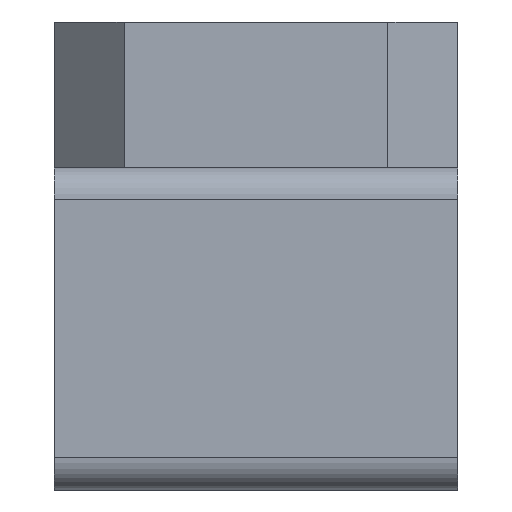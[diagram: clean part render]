
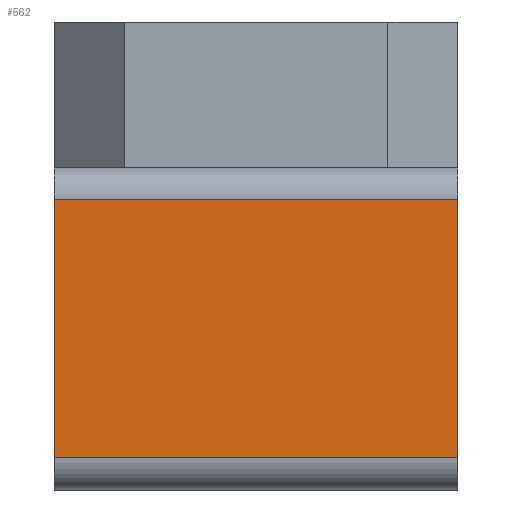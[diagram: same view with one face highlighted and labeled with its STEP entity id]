
A CAD part, left-side view. The second image highlights one B-rep face of the part: STEP entity #562.
In plain terms, the highlighted planar face has unit normal (-1, 0, 0).
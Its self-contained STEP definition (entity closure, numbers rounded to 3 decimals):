
#18 = LINE ( 'NONE', #574, #240 ) ;
#98 = CARTESIAN_POINT ( 'NONE',  ( -1.224, 0.625, -0.1 ) ) ;
#115 = AXIS2_PLACEMENT_3D ( 'NONE', #600, #1141, #605 ) ;
#120 = ORIENTED_EDGE ( 'NONE', *, *, #769, .F. ) ;
#140 = VECTOR ( 'NONE', #1076, 1000. ) ;
#166 = DIRECTION ( 'NONE',  ( 0., 0., 1. ) ) ;
#168 = LINE ( 'NONE', #98, #140 ) ;
#173 = CARTESIAN_POINT ( 'NONE',  ( -1.224, 0.625, -0.9 ) ) ;
#183 = ORIENTED_EDGE ( 'NONE', *, *, #1022, .T. ) ;
#229 = ORIENTED_EDGE ( 'NONE', *, *, #720, .T. ) ;
#232 = EDGE_LOOP ( 'NONE', ( #312, #183, #120, #229 ) ) ;
#240 = VECTOR ( 'NONE', #481, 1000. ) ;
#243 = VECTOR ( 'NONE', #891, 1000. ) ;
#263 = CARTESIAN_POINT ( 'NONE',  ( -1.224, 0.625, -1. ) ) ;
#265 = CARTESIAN_POINT ( 'NONE',  ( -1.224, 0.625, -0.1 ) ) ;
#288 = VERTEX_POINT ( 'NONE', #635 ) ;
#312 = ORIENTED_EDGE ( 'NONE', *, *, #479, .T. ) ;
#479 = EDGE_CURVE ( 'NONE', #583, #288, #18, .T. ) ;
#480 = LINE ( 'NONE', #518, #243 ) ;
#481 = DIRECTION ( 'NONE',  ( 0., 0., 1. ) ) ;
#514 = CARTESIAN_POINT ( 'NONE',  ( -1.224, -0.625, -0.9 ) ) ;
#518 = CARTESIAN_POINT ( 'NONE',  ( -1.224, 0.625, -0.9 ) ) ;
#520 = VERTEX_POINT ( 'NONE', #173 ) ;
#548 = VECTOR ( 'NONE', #166, 1000. ) ;
#562 = ADVANCED_FACE ( 'NONE', ( #826 ), #968, .F. ) ;
#574 = CARTESIAN_POINT ( 'NONE',  ( -1.224, -0.625, -1. ) ) ;
#583 = VERTEX_POINT ( 'NONE', #514 ) ;
#600 = CARTESIAN_POINT ( 'NONE',  ( -1.224, 0.625, -1. ) ) ;
#605 = DIRECTION ( 'NONE',  ( 0., 0., -1. ) ) ;
#635 = CARTESIAN_POINT ( 'NONE',  ( -1.224, -0.625, -0.1 ) ) ;
#720 = EDGE_CURVE ( 'NONE', #520, #583, #480, .T. ) ;
#769 = EDGE_CURVE ( 'NONE', #520, #922, #874, .T. ) ;
#826 = FACE_OUTER_BOUND ( 'NONE', #232, .T. ) ;
#874 = LINE ( 'NONE', #263, #548 ) ;
#891 = DIRECTION ( 'NONE',  ( 0., -1., 0. ) ) ;
#922 = VERTEX_POINT ( 'NONE', #265 ) ;
#968 = PLANE ( 'NONE',  #115 ) ;
#1022 = EDGE_CURVE ( 'NONE', #288, #922, #168, .T. ) ;
#1076 = DIRECTION ( 'NONE',  ( 0., 1., 0. ) ) ;
#1141 = DIRECTION ( 'NONE',  ( 1., 0., 0. ) ) ;
